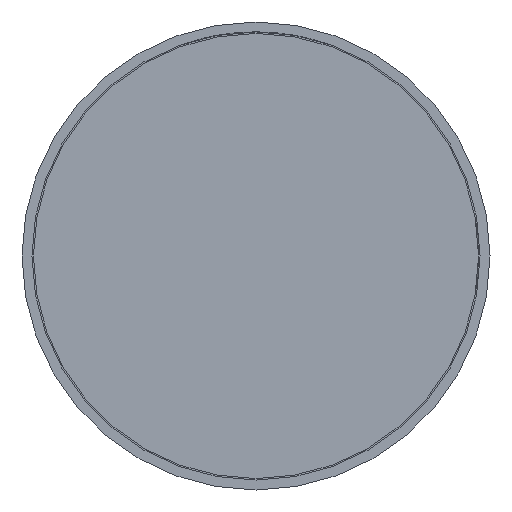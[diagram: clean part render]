
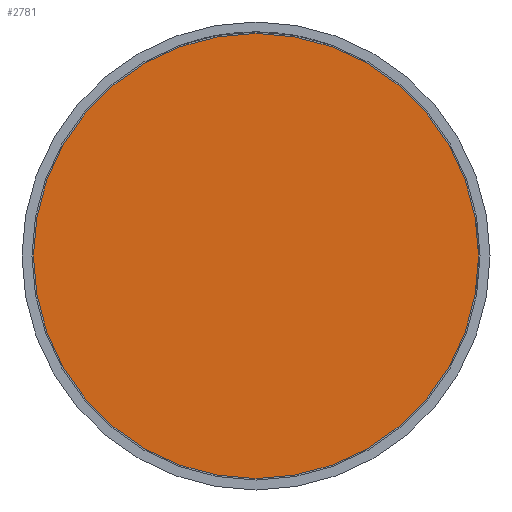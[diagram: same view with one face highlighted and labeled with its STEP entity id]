
A CAD part, front view. The second image highlights one B-rep face of the part: STEP entity #2781.
In plain terms, the highlighted planar face has unit normal (0, -1, 0).
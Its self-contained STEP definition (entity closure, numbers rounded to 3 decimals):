
#119 = DIRECTION ( 'NONE',  ( 0., 0., 1. ) ) ;
#219 = CIRCLE ( 'NONE', #2591, 2.235 ) ;
#348 = VERTEX_POINT ( 'NONE', #2654 ) ;
#548 = CARTESIAN_POINT ( 'NONE',  ( 0., -27.5, 0. ) ) ;
#551 = ORIENTED_EDGE ( 'NONE', *, *, #1262, .F. ) ;
#883 = DIRECTION ( 'NONE',  ( 0., 0., 1. ) ) ;
#1262 = EDGE_CURVE ( 'Defeature ausgef�hrt4_0+Defeature ausgef�hrt4_1+Defeature ausgef�hrt4_1+Defeature ausgef�hrt4_1', #2505, #348, #219, .T. ) ;
#1322 = DIRECTION ( 'NONE',  ( 0., 0., 1. ) ) ;
#1368 = AXIS2_PLACEMENT_3D ( 'NONE', #1761, #2667, #1322 ) ;
#1483 = EDGE_CURVE ( 'Defeature ausgef�hrt4_0+Defeature ausgef�hrt4_1+Defeature ausgef�hrt4_1+Defeature ausgef�hrt4_1', #348, #2505, #2746, .T. ) ;
#1761 = CARTESIAN_POINT ( 'NONE',  ( 0., -27.5, 0. ) ) ;
#2024 = EDGE_LOOP ( 'NONE', ( #551, #2196 ) ) ;
#2035 = CARTESIAN_POINT ( 'NONE',  ( 0., -27.5, 2.235 ) ) ;
#2056 = AXIS2_PLACEMENT_3D ( 'NONE', #2875, #2216, #883 ) ;
#2128 = DIRECTION ( 'NONE',  ( 0., 1., 0. ) ) ;
#2196 = ORIENTED_EDGE ( 'NONE', *, *, #1483, .F. ) ;
#2216 = DIRECTION ( 'NONE',  ( 0., 1., 0. ) ) ;
#2239 = PLANE ( 'NONE',  #2056 ) ;
#2394 = FACE_OUTER_BOUND ( 'NONE', #2024, .T. ) ;
#2505 = VERTEX_POINT ( 'NONE', #2035 ) ;
#2591 = AXIS2_PLACEMENT_3D ( 'NONE', #548, #2128, #119 ) ;
#2654 = CARTESIAN_POINT ( 'NONE',  ( 0., -27.5, -2.235 ) ) ;
#2667 = DIRECTION ( 'NONE',  ( 0., 1., 0. ) ) ;
#2746 = CIRCLE ( 'NONE', #1368, 2.235 ) ;
#2781 = ADVANCED_FACE ( 'Defeature ausgef�hrt4_1', ( #2394 ), #2239, .F. ) ;
#2875 = CARTESIAN_POINT ( 'NONE',  ( 0., -27.5, 0. ) ) ;
